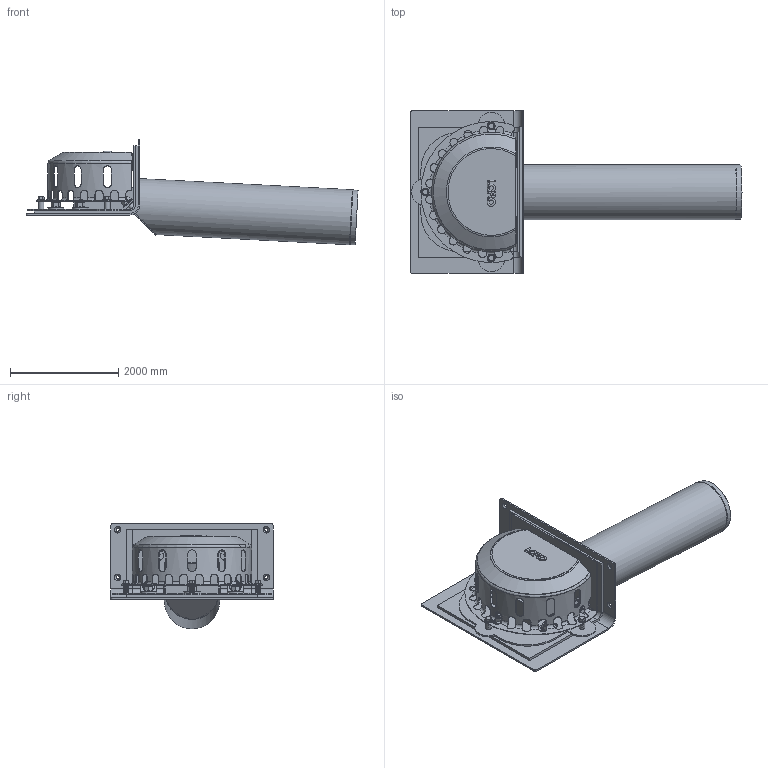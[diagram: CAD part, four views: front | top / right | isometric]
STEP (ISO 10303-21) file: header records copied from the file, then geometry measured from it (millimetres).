
FILE_DESCRIPTION(/* description */ (''),/* implementation_level */ '2;1');
FILE_NAME(/* name */ '01332.100X_3D.stp',/* time_stamp */ '2024-12-11T13:24:14+01:00',/* author */ ('CAD'),/* organization */ (''),/* preprocessor_version */ 'ST-DEVELOPER v20',/* originating_system */ 'AutoCAD Mechanical',/* authorisation */ '');
FILE_SCHEMA (('AUTOMOTIVE_DESIGN { 1 0 10303 214 3 1 1 }'));
Length unit declared in the file: centimetre
Products named in the file (2): Product; *S0
Assembly tree (1 placements, depth 2):
  Product
    *S0
Bounding box: 6125.3 x 3000 x 1946.55 mm (x, y, z)
Volume: 988297942.3 mm3; surface area: 85667499.7 mm2
Topology: 34 solids, 34 shells, 642 faces, 1706 edges, 1095 vertices
Faces by surface type: plane 252, cone 167, cylinder 161, torus 54, bspline 5, sphere 3
Full cylindrical faces by diameter (mm): 60 x3, 80 x3, 83.76 x7, 100 x10, 105 x5, 110 x2, 140 x5, 300 x5, 992 x1, 1016 x1
Entity records: 24667 total; most frequent: CARTESIAN_POINT 8803, ORIENTED_EDGE 3406, DIRECTION 3126, EDGE_CURVE 1703, AXIS2_PLACEMENT_3D 1211, VERTEX_POINT 1091, EDGE_LOOP 730, LINE 704
